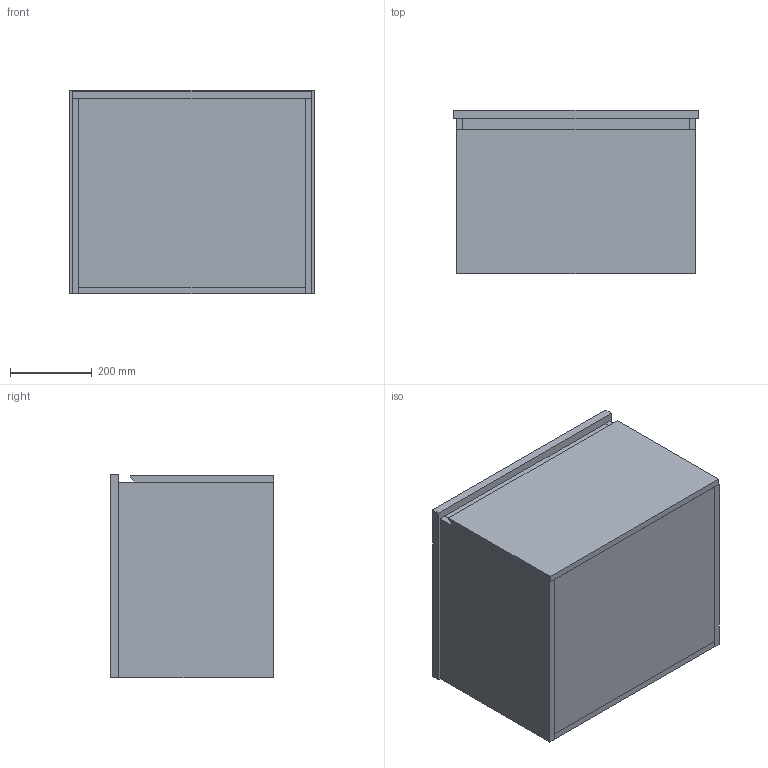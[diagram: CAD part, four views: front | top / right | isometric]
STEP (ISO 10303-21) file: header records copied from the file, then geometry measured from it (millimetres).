
FILE_DESCRIPTION (( 'STEP AP214' ), '1' );
FILE_NAME ('AD Slim Benchtop 600 ASSEM.STEP', '2019-03-08T00:23:57', ( '' ), ( '' ), 'SwSTEP 2.0', 'SolidWorks 2015', '' );
FILE_SCHEMA (( 'AUTOMOTIVE_DESIGN' ));
Length unit declared in the file: millimetre
Products named in the file (7): CERAMIC OVERFLOW COVER; AD Slim Benchtop 600 ASSEM; 600 undercounter top ASSEM; Posh Solus Under Counter Basin ASSEM.SLDPRT; AD Slim Benchtop 600; Posh Solus Under Counter Basin; 600 undercounter top
Assembly tree (6 placements, depth 4):
  AD Slim Benchtop 600 ASSEM
    AD Slim Benchtop 600
    600 undercounter top ASSEM
      600 undercounter top
      Posh Solus Under Counter Basin ASSEM.SLDPRT
        Posh Solus Under Counter Basin
        CERAMIC OVERFLOW COVER
Bounding box: 600 x 400 x 500 mm (x, y, z)
Volume: 25173826.9 mm3; surface area: 3401658.1 mm2
Topology: 9 solids, 9 shells, 116 faces, 256 edges, 161 vertices
Faces by surface type: plane 83, cylinder 18, sphere 6, torus 6, bspline 3
Entity records: 3683 total; most frequent: CARTESIAN_POINT 691, DIRECTION 553, ORIENTED_EDGE 512, EDGE_CURVE 256, AXIS2_PLACEMENT_3D 185, VECTOR 183, LINE 183, VERTEX_POINT 161
